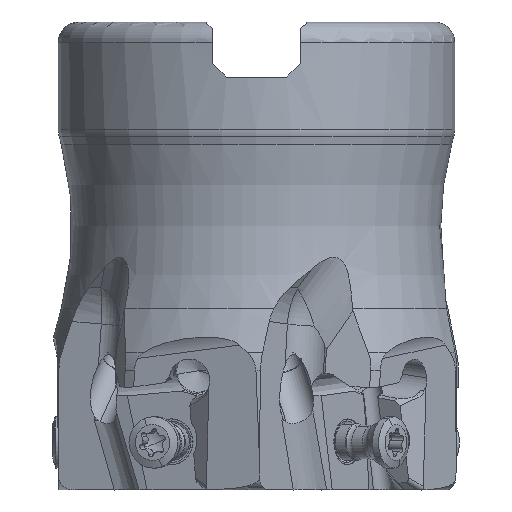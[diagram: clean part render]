
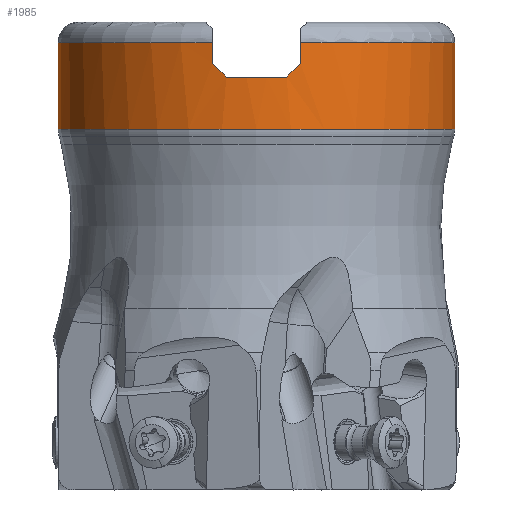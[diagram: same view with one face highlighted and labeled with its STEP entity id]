
A CAD part, front view. The second image highlights one B-rep face of the part: STEP entity #1985.
In plain terms, the highlighted cylindrical face has radius 14.287 mm (diameter 28.575 mm), a partial arc.
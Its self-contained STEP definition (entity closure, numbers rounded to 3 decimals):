
#925=LINE('',#21153,#1472);
#928=LINE('',#21175,#1475);
#929=LINE('',#21188,#1476);
#930=LINE('',#21202,#1477);
#1472=VECTOR('',#13157,1.);
#1475=VECTOR('',#13166,1.);
#1476=VECTOR('',#13185,1.);
#1477=VECTOR('',#13188,1.);
#1985=ADVANCED_FACE('',(#2763),#2353,.T.);
#2353=CYLINDRICAL_SURFACE('',#11036,14.288);
#2763=FACE_OUTER_BOUND('',#3348,.T.);
#3348=EDGE_LOOP('',(#5998,#5999,#6000,#6001,#6002,#6003,#6004,#6005,#6006,
#6007,#6008));
#3966=B_SPLINE_CURVE_WITH_KNOTS('',3,(#21190,#21191,#21192,#21193),
 .UNSPECIFIED.,.F.,.F.,(4,4),(0.,1.),.UNSPECIFIED.);
#3967=B_SPLINE_CURVE_WITH_KNOTS('',3,(#21197,#21198,#21199,#21200),
 .UNSPECIFIED.,.F.,.F.,(4,4),(0.,1.),.UNSPECIFIED.);
#5998=ORIENTED_EDGE('',*,*,#9248,.T.);
#5999=ORIENTED_EDGE('',*,*,#9238,.T.);
#6000=ORIENTED_EDGE('',*,*,#9237,.T.);
#6001=ORIENTED_EDGE('',*,*,#9255,.T.);
#6002=ORIENTED_EDGE('',*,*,#9256,.T.);
#6003=ORIENTED_EDGE('',*,*,#9257,.T.);
#6004=ORIENTED_EDGE('',*,*,#9258,.T.);
#6005=ORIENTED_EDGE('',*,*,#9259,.T.);
#6006=ORIENTED_EDGE('',*,*,#9260,.F.);
#6007=ORIENTED_EDGE('',*,*,#9240,.T.);
#6008=ORIENTED_EDGE('',*,*,#9254,.T.);
#7887=VERTEX_POINT('',#21146);
#7888=VERTEX_POINT('',#21148);
#7889=VERTEX_POINT('',#21150);
#7890=VERTEX_POINT('',#21154);
#7891=VERTEX_POINT('',#21155);
#7898=VERTEX_POINT('',#21176);
#7901=VERTEX_POINT('',#21189);
#7902=VERTEX_POINT('',#21194);
#7903=VERTEX_POINT('',#21196);
#7904=VERTEX_POINT('',#21201);
#7905=VERTEX_POINT('',#21203);
#9237=EDGE_CURVE('',#7888,#7887,#9987,.T.);
#9238=EDGE_CURVE('',#7889,#7888,#9988,.T.);
#9240=EDGE_CURVE('',#7890,#7891,#925,.T.);
#9248=EDGE_CURVE('',#7898,#7889,#928,.T.);
#9254=EDGE_CURVE('',#7891,#7898,#9998,.T.);
#9255=EDGE_CURVE('',#7887,#7901,#929,.T.);
#9256=EDGE_CURVE('',#7901,#7902,#3966,.T.);
#9257=EDGE_CURVE('',#7902,#7903,#9999,.T.);
#9258=EDGE_CURVE('',#7903,#7904,#3967,.T.);
#9259=EDGE_CURVE('',#7904,#7905,#930,.T.);
#9260=EDGE_CURVE('',#7890,#7905,#10000,.T.);
#9987=CIRCLE('',#11018,14.288);
#9988=CIRCLE('',#11019,14.288);
#9998=CIRCLE('',#11032,14.288);
#9999=CIRCLE('',#11034,14.288);
#10000=CIRCLE('',#11035,14.288);
#11018=AXIS2_PLACEMENT_3D('',#21147,#13149,#13150);
#11019=AXIS2_PLACEMENT_3D('',#21149,#13151,#13152);
#11032=AXIS2_PLACEMENT_3D('',#21186,#13181,#13182);
#11034=AXIS2_PLACEMENT_3D('',#21195,#13186,#13187);
#11035=AXIS2_PLACEMENT_3D('',#21204,#13189,#13190);
#11036=AXIS2_PLACEMENT_3D('',#21205,#13191,#13192);
#13149=DIRECTION('',(0.,0.,-1.));
#13150=DIRECTION('',(1.,-0.002,0.));
#13151=DIRECTION('',(0.,0.,-1.));
#13152=DIRECTION('',(1.,0.,0.));
#13157=DIRECTION('',(0.,0.,-1.));
#13166=DIRECTION('',(0.,0.,1.));
#13181=DIRECTION('',(0.,0.,1.));
#13182=DIRECTION('',(-1.,0.,0.));
#13185=DIRECTION('',(0.,0.,-1.));
#13186=DIRECTION('',(0.,0.,-1.));
#13187=DIRECTION('',(0.152,-0.988,0.));
#13188=DIRECTION('',(0.,0.,1.));
#13189=DIRECTION('',(0.,0.,1.));
#13190=DIRECTION('',(-1.,0.,0.));
#13191=DIRECTION('',(0.,0.,-1.));
#13192=DIRECTION('',(-1.,0.,0.));
#21146=CARTESIAN_POINT('',(3.175,-13.93,-1.5));
#21147=CARTESIAN_POINT('',(0.,0.,-1.5));
#21148=CARTESIAN_POINT('',(14.287,-0.022,-1.5));
#21149=CARTESIAN_POINT('',(0.,0.,-1.5));
#21150=CARTESIAN_POINT('',(14.288,0.,-1.5));
#21153=CARTESIAN_POINT('',(-14.288,0.,-1.5));
#21154=CARTESIAN_POINT('',(-14.288,0.,-1.5));
#21155=CARTESIAN_POINT('',(-14.288,0.,-7.737));
#21175=CARTESIAN_POINT('',(14.288,0.,-7.737));
#21176=CARTESIAN_POINT('',(14.288,0.,-7.737));
#21186=CARTESIAN_POINT('',(0.,0.,-7.737));
#21188=CARTESIAN_POINT('',(3.175,-13.93,-1.5));
#21189=CARTESIAN_POINT('',(3.175,-13.93,-2.97));
#21190=CARTESIAN_POINT('',(3.175,-13.93,-2.97));
#21191=CARTESIAN_POINT('',(2.843,-14.006,-3.302));
#21192=CARTESIAN_POINT('',(2.509,-14.069,-3.636));
#21193=CARTESIAN_POINT('',(2.175,-14.121,-3.97));
#21194=CARTESIAN_POINT('',(2.175,-14.121,-3.97));
#21195=CARTESIAN_POINT('',(0.,0.,-3.97));
#21196=CARTESIAN_POINT('',(-2.175,-14.121,-3.97));
#21197=CARTESIAN_POINT('',(-2.175,-14.121,-3.97));
#21198=CARTESIAN_POINT('',(-2.509,-14.069,-3.636));
#21199=CARTESIAN_POINT('',(-2.843,-14.006,-3.302));
#21200=CARTESIAN_POINT('',(-3.175,-13.93,-2.97));
#21201=CARTESIAN_POINT('',(-3.175,-13.93,-2.97));
#21202=CARTESIAN_POINT('',(-3.175,-13.93,-2.97));
#21203=CARTESIAN_POINT('',(-3.175,-13.93,-1.5));
#21204=CARTESIAN_POINT('',(0.,0.,-1.5));
#21205=CARTESIAN_POINT('',(0.,0.,-1.375));
